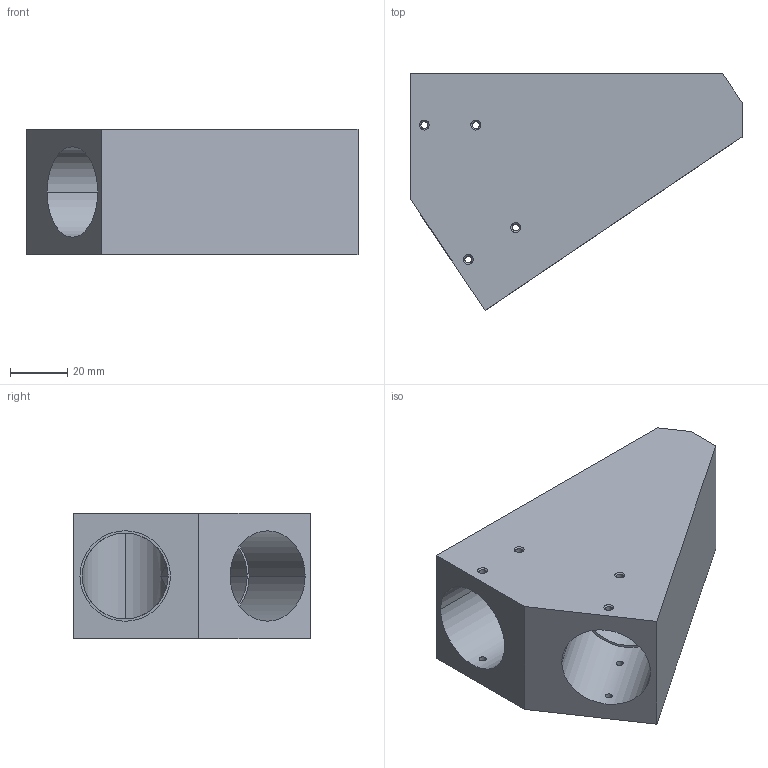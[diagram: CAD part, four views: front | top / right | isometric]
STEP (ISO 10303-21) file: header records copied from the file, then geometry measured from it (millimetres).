
FILE_DESCRIPTION(('CATIA V5 STEP Exchange','CAx-IF Rec.Pracs.--- Model Styling and Organization---1.4--- 2014-01-23','CAx-IF Rec.Pracs.---3D Tessellated Data Validation Properties---0.5---2014-09-14'),'2;1');
FILE_NAME('capot_inferieur.stp','2023-01-09T17:36:05+00:00',('none'),('none'),'CATIA Version 5-6 Release 2018 SP3 HF19','CATIA V5 STEP AP242','none');
FILE_SCHEMA(('AP242_MANAGED_MODEL_BASED_3D_ENGINEERING_MIM_LF {1 0 10303 442 1 1 4}'));
Length unit declared in the file: millimetre
Products named in the file (1): capot_inferieur
Bounding box: 116 x 82.69 x 44 mm (x, y, z)
Volume: 144051.9 mm3; surface area: 42239.2 mm2
Topology: 1 solids, 1 shells, 66 faces, 163 edges, 100 vertices
Faces by surface type: cylinder 32, cone 22, plane 12
Entity records: 2146 total; most frequent: CARTESIAN_POINT 750, ORIENTED_EDGE 322, DIRECTION 188, EDGE_CURVE 161, VERTEX_POINT 100, EDGE_LOOP 91, AXIS2_PLACEMENT_3D 82, VECTOR 68
